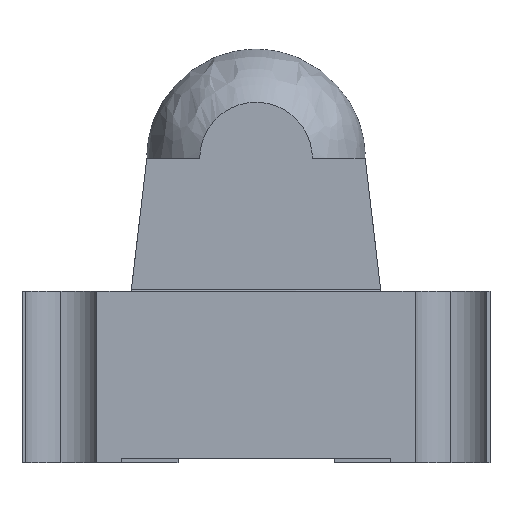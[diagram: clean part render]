
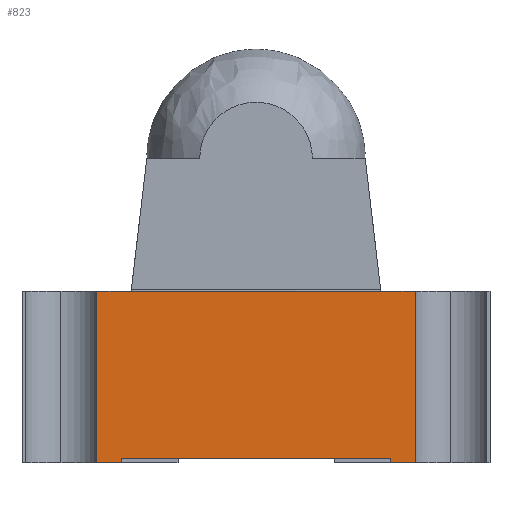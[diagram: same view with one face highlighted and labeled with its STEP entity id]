
A CAD part, left-side view. The second image highlights one B-rep face of the part: STEP entity #823.
In plain terms, the highlighted planar face has unit normal (-1, 0, 0).
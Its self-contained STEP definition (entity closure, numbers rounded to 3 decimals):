
#33 = AXIS2_PLACEMENT_3D ( 'NONE', #1287, #927, #739 ) ;
#34 = VERTEX_POINT ( 'NONE', #2204 ) ;
#77 = LINE ( 'NONE', #810, #2350 ) ;
#133 = LINE ( 'NONE', #2002, #1241 ) ;
#189 = FACE_OUTER_BOUND ( 'NONE', #960, .T. ) ;
#220 = ORIENTED_EDGE ( 'NONE', *, *, #604, .F. ) ;
#243 = ORIENTED_EDGE ( 'NONE', *, *, #1317, .F. ) ;
#255 = VERTEX_POINT ( 'NONE', #2235 ) ;
#260 = EDGE_CURVE ( 'NONE', #1337, #1327, #514, .T. ) ;
#305 = CARTESIAN_POINT ( 'NONE',  ( -0.6, 1.5, 0. ) ) ;
#333 = CARTESIAN_POINT ( 'NONE',  ( -0.6, 0.799, -1.1 ) ) ;
#334 = VECTOR ( 'NONE', #2032, 1000. ) ;
#379 = CARTESIAN_POINT ( 'NONE',  ( -0.6, 1.5, -1.1 ) ) ;
#429 = DIRECTION ( 'NONE',  ( 0., 1., 0. ) ) ;
#436 = VECTOR ( 'NONE', #429, 1000. ) ;
#459 = CARTESIAN_POINT ( 'NONE',  ( -0.6, 0.862, -1.07 ) ) ;
#464 = EDGE_CURVE ( 'NONE', #1315, #1153, #761, .T. ) ;
#508 = EDGE_CURVE ( 'NONE', #255, #1327, #133, .T. ) ;
#514 = LINE ( 'NONE', #1062, #946 ) ;
#604 = EDGE_CURVE ( 'NONE', #751, #1315, #942, .T. ) ;
#649 = ORIENTED_EDGE ( 'NONE', *, *, #1941, .F. ) ;
#711 = DIRECTION ( 'NONE',  ( 0., 0., 1. ) ) ;
#739 = DIRECTION ( 'NONE',  ( 0., 0., 1. ) ) ;
#748 = EDGE_CURVE ( 'NONE', #1375, #751, #1879, .T. ) ;
#751 = VERTEX_POINT ( 'NONE', #1471 ) ;
#761 = LINE ( 'NONE', #305, #1353 ) ;
#793 = CARTESIAN_POINT ( 'NONE',  ( -0.6, 1.2, -1.07 ) ) ;
#800 = CARTESIAN_POINT ( 'NONE',  ( -0.6, 0.862, -1.1 ) ) ;
#810 = CARTESIAN_POINT ( 'NONE',  ( -0.6, -0.862, -1.07 ) ) ;
#823 = ADVANCED_FACE ( 'NONE', ( #189 ), #910, .F. ) ;
#840 = CARTESIAN_POINT ( 'NONE',  ( -0.6, 0.862, -1.07 ) ) ;
#910 = PLANE ( 'NONE',  #33 ) ;
#927 = DIRECTION ( 'NONE',  ( 1., 0., 0. ) ) ;
#933 = EDGE_CURVE ( 'NONE', #954, #34, #77, .T. ) ;
#942 = LINE ( 'NONE', #1469, #334 ) ;
#946 = VECTOR ( 'NONE', #1266, 1000. ) ;
#954 = VERTEX_POINT ( 'NONE', #1348 ) ;
#956 = LINE ( 'NONE', #1621, #1541 ) ;
#960 = EDGE_LOOP ( 'NONE', ( #1776, #1237, #1923, #220, #1122, #2287, #243, #2241, #649, #1271 ) ) ;
#1062 = CARTESIAN_POINT ( 'NONE',  ( -0.6, 0.799, 0. ) ) ;
#1091 = EDGE_CURVE ( 'NONE', #1337, #1153, #956, .T. ) ;
#1122 = ORIENTED_EDGE ( 'NONE', *, *, #748, .F. ) ;
#1153 = VERTEX_POINT ( 'NONE', #1481 ) ;
#1232 = LINE ( 'NONE', #333, #1493 ) ;
#1237 = ORIENTED_EDGE ( 'NONE', *, *, #1091, .T. ) ;
#1241 = VECTOR ( 'NONE', #711, 1000. ) ;
#1259 = LINE ( 'NONE', #793, #436 ) ;
#1266 = DIRECTION ( 'NONE',  ( 0., -1., 0. ) ) ;
#1271 = ORIENTED_EDGE ( 'NONE', *, *, #508, .T. ) ;
#1287 = CARTESIAN_POINT ( 'NONE',  ( -0.6, 0.799, -0.03 ) ) ;
#1315 = VERTEX_POINT ( 'NONE', #1898 ) ;
#1317 = EDGE_CURVE ( 'NONE', #34, #1474, #1259, .T. ) ;
#1327 = VERTEX_POINT ( 'NONE', #2259 ) ;
#1337 = VERTEX_POINT ( 'NONE', #1682 ) ;
#1348 = CARTESIAN_POINT ( 'NONE',  ( -0.6, -0.862, -1.1 ) ) ;
#1353 = VECTOR ( 'NONE', #1773, 1000. ) ;
#1374 = VECTOR ( 'NONE', #2102, 1000. ) ;
#1375 = VERTEX_POINT ( 'NONE', #800 ) ;
#1448 = DIRECTION ( 'NONE',  ( 0., 1., 0. ) ) ;
#1469 = CARTESIAN_POINT ( 'NONE',  ( -0.6, 1.02, -0.03 ) ) ;
#1471 = CARTESIAN_POINT ( 'NONE',  ( -0.6, 1.02, -1.1 ) ) ;
#1474 = VERTEX_POINT ( 'NONE', #459 ) ;
#1481 = CARTESIAN_POINT ( 'NONE',  ( -0.6, 0.8, 0. ) ) ;
#1493 = VECTOR ( 'NONE', #2132, 1000. ) ;
#1541 = VECTOR ( 'NONE', #1448, 1000. ) ;
#1621 = CARTESIAN_POINT ( 'NONE',  ( -0.6, -1.5, 0. ) ) ;
#1639 = VECTOR ( 'NONE', #1842, 1000. ) ;
#1682 = CARTESIAN_POINT ( 'NONE',  ( -0.6, -0.8, 0. ) ) ;
#1773 = DIRECTION ( 'NONE',  ( 0., -1., 0. ) ) ;
#1776 = ORIENTED_EDGE ( 'NONE', *, *, #260, .F. ) ;
#1779 = LINE ( 'NONE', #840, #1374 ) ;
#1828 = EDGE_CURVE ( 'NONE', #1474, #1375, #1779, .T. ) ;
#1842 = DIRECTION ( 'NONE',  ( 0., 1., 0. ) ) ;
#1874 = DIRECTION ( 'NONE',  ( 0., 0., 1. ) ) ;
#1879 = LINE ( 'NONE', #379, #1639 ) ;
#1898 = CARTESIAN_POINT ( 'NONE',  ( -0.6, 1.02, 0. ) ) ;
#1923 = ORIENTED_EDGE ( 'NONE', *, *, #464, .F. ) ;
#1941 = EDGE_CURVE ( 'NONE', #255, #954, #1232, .T. ) ;
#2002 = CARTESIAN_POINT ( 'NONE',  ( -0.6, -1.02, 0. ) ) ;
#2032 = DIRECTION ( 'NONE',  ( 0., 0., 1. ) ) ;
#2102 = DIRECTION ( 'NONE',  ( 0., 0., -1. ) ) ;
#2132 = DIRECTION ( 'NONE',  ( 0., 1., 0. ) ) ;
#2204 = CARTESIAN_POINT ( 'NONE',  ( -0.6, -0.862, -1.07 ) ) ;
#2235 = CARTESIAN_POINT ( 'NONE',  ( -0.6, -1.02, -1.1 ) ) ;
#2241 = ORIENTED_EDGE ( 'NONE', *, *, #933, .F. ) ;
#2259 = CARTESIAN_POINT ( 'NONE',  ( -0.6, -1.02, 0. ) ) ;
#2287 = ORIENTED_EDGE ( 'NONE', *, *, #1828, .F. ) ;
#2350 = VECTOR ( 'NONE', #1874, 1000. ) ;
